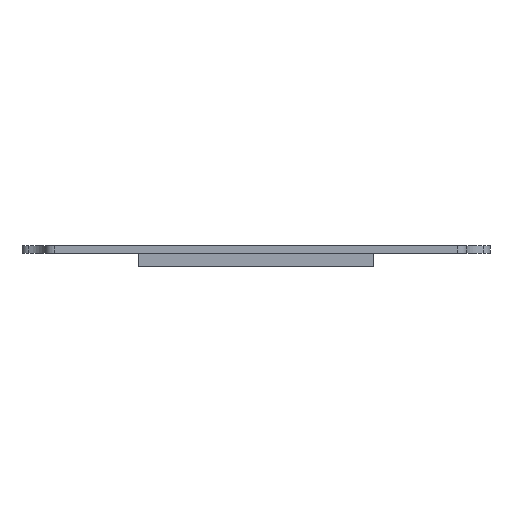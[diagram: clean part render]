
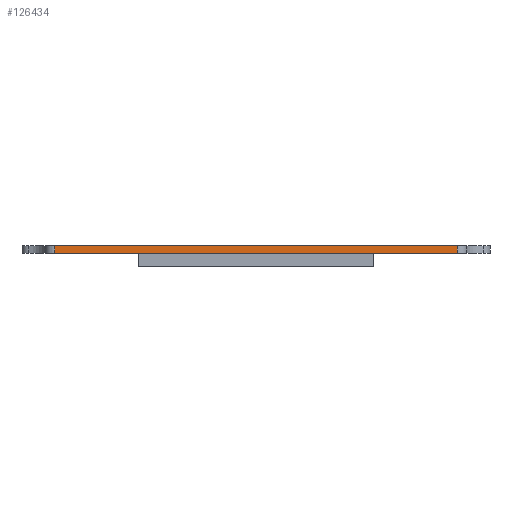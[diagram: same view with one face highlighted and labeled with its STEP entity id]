
A CAD part, front view. The second image highlights one B-rep face of the part: STEP entity #126434.
In plain terms, the highlighted planar face has unit normal (0, -1, 0).
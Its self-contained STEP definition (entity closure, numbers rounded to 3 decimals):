
#4740 = EDGE_CURVE ( 'NONE', #226312, #63745, #43982, .T. ) ;
#9699 = LINE ( 'NONE', #165968, #106954 ) ;
#13074 = DIRECTION ( 'NONE',  ( 0., 0., 1. ) ) ;
#17903 = DIRECTION ( 'NONE',  ( -1., 0., 0. ) ) ;
#18893 = CARTESIAN_POINT ( 'NONE',  ( -121., -121., 0. ) ) ;
#29945 = PLANE ( 'NONE',  #80317 ) ;
#36217 = ORIENTED_EDGE ( 'NONE', *, *, #49638, .T. ) ;
#43026 = ORIENTED_EDGE ( 'NONE', *, *, #61071, .F. ) ;
#43982 = LINE ( 'NONE', #217510, #49068 ) ;
#49025 = VERTEX_POINT ( 'NONE', #161174 ) ;
#49068 = VECTOR ( 'NONE', #204779, 1000. ) ;
#49638 = EDGE_CURVE ( 'NONE', #226312, #70278, #85744, .T. ) ;
#49834 = CARTESIAN_POINT ( 'NONE',  ( -104.097, -121., 4. ) ) ;
#50349 = EDGE_LOOP ( 'NONE', ( #212726, #36217, #43026, #62302 ) ) ;
#53379 = DIRECTION ( 'NONE',  ( -1., 0., 0. ) ) ;
#61046 = DIRECTION ( 'NONE',  ( 0., 0., 1. ) ) ;
#61071 = EDGE_CURVE ( 'NONE', #49025, #70278, #9699, .T. ) ;
#62302 = ORIENTED_EDGE ( 'NONE', *, *, #226613, .F. ) ;
#63745 = VERTEX_POINT ( 'NONE', #117236 ) ;
#68367 = LINE ( 'NONE', #18893, #133372 ) ;
#70278 = VERTEX_POINT ( 'NONE', #49834 ) ;
#72351 = VECTOR ( 'NONE', #17903, 1000. ) ;
#75432 = CARTESIAN_POINT ( 'NONE',  ( 104.097, -121., 4. ) ) ;
#80317 = AXIS2_PLACEMENT_3D ( 'NONE', #96645, #218451, #61046 ) ;
#85744 = LINE ( 'NONE', #101866, #72351 ) ;
#96645 = CARTESIAN_POINT ( 'NONE',  ( 108.373, -121., 4. ) ) ;
#101866 = CARTESIAN_POINT ( 'NONE',  ( 108.373, -121., 4. ) ) ;
#106954 = VECTOR ( 'NONE', #13074, 1000. ) ;
#117236 = CARTESIAN_POINT ( 'NONE',  ( 104.097, -121., 0. ) ) ;
#126434 = ADVANCED_FACE ( 'NONE', ( #150619 ), #29945, .F. ) ;
#133372 = VECTOR ( 'NONE', #53379, 1000. ) ;
#150619 = FACE_OUTER_BOUND ( 'NONE', #50349, .T. ) ;
#161174 = CARTESIAN_POINT ( 'NONE',  ( -104.097, -121., 0. ) ) ;
#165968 = CARTESIAN_POINT ( 'NONE',  ( -104.097, -121., 4. ) ) ;
#204779 = DIRECTION ( 'NONE',  ( 0., 0., -1. ) ) ;
#212726 = ORIENTED_EDGE ( 'NONE', *, *, #4740, .F. ) ;
#217510 = CARTESIAN_POINT ( 'NONE',  ( 104.097, -121., 4. ) ) ;
#218451 = DIRECTION ( 'NONE',  ( 0., 1., 0. ) ) ;
#226312 = VERTEX_POINT ( 'NONE', #75432 ) ;
#226613 = EDGE_CURVE ( 'NONE', #63745, #49025, #68367, .T. ) ;
